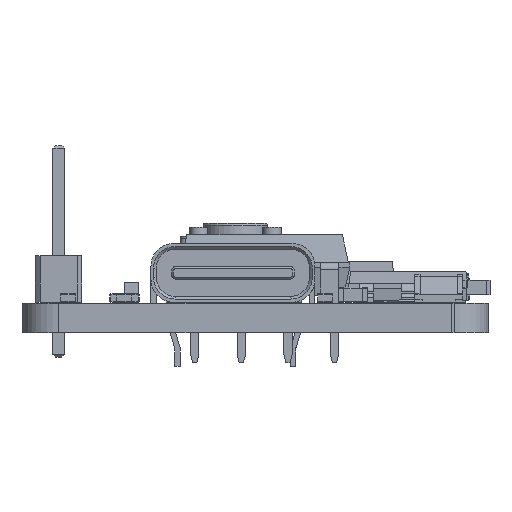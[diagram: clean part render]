
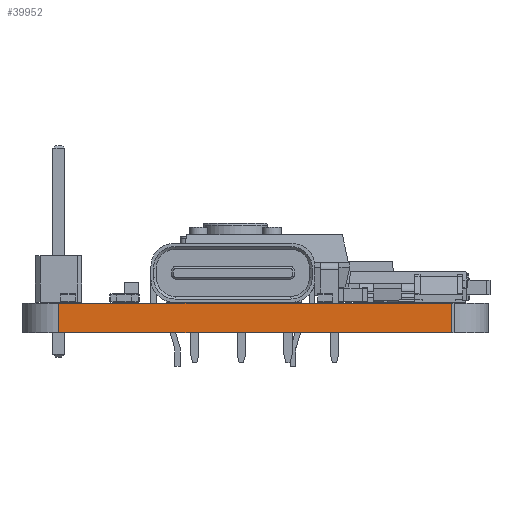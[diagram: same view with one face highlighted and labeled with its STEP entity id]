
A CAD part, left-side view. The second image highlights one B-rep face of the part: STEP entity #39952.
In plain terms, the highlighted planar face has unit normal (-1, 0, 0).
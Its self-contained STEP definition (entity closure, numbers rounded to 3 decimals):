
#38683 = VERTEX_POINT('',#38684);
#38684 = CARTESIAN_POINT('',(84.962,-40.1,0.));
#38691 = EDGE_CURVE('',#38692,#38683,#38694,.T.);
#38692 = VERTEX_POINT('',#38693);
#38693 = CARTESIAN_POINT('',(84.962,-61.5,0.));
#38694 = LINE('',#38695,#38696);
#38695 = CARTESIAN_POINT('',(84.962,-61.5,0.));
#38696 = VECTOR('',#38697,1.);
#38697 = DIRECTION('',(0.,1.,0.));
#39291 = VERTEX_POINT('',#39292);
#39292 = CARTESIAN_POINT('',(84.962,-40.1,1.6));
#39299 = EDGE_CURVE('',#39300,#39291,#39302,.T.);
#39300 = VERTEX_POINT('',#39301);
#39301 = CARTESIAN_POINT('',(84.962,-61.5,1.6));
#39302 = LINE('',#39303,#39304);
#39303 = CARTESIAN_POINT('',(84.962,-61.5,1.6));
#39304 = VECTOR('',#39305,1.);
#39305 = DIRECTION('',(0.,1.,0.));
#39922 = EDGE_CURVE('',#38683,#39291,#39923,.T.);
#39923 = LINE('',#39924,#39925);
#39924 = CARTESIAN_POINT('',(84.962,-40.1,0.));
#39925 = VECTOR('',#39926,1.);
#39926 = DIRECTION('',(0.,0.,1.));
#39952 = ADVANCED_FACE('',(#39953),#39964,.T.);
#39953 = FACE_BOUND('',#39954,.T.);
#39954 = EDGE_LOOP('',(#39955,#39961,#39962,#39963));
#39955 = ORIENTED_EDGE('',*,*,#39956,.T.);
#39956 = EDGE_CURVE('',#38692,#39300,#39957,.T.);
#39957 = LINE('',#39958,#39959);
#39958 = CARTESIAN_POINT('',(84.962,-61.5,0.));
#39959 = VECTOR('',#39960,1.);
#39960 = DIRECTION('',(0.,0.,1.));
#39961 = ORIENTED_EDGE('',*,*,#39299,.T.);
#39962 = ORIENTED_EDGE('',*,*,#39922,.F.);
#39963 = ORIENTED_EDGE('',*,*,#38691,.F.);
#39964 = PLANE('',#39965);
#39965 = AXIS2_PLACEMENT_3D('',#39966,#39967,#39968);
#39966 = CARTESIAN_POINT('',(84.962,-61.5,0.));
#39967 = DIRECTION('',(-1.,0.,0.));
#39968 = DIRECTION('',(0.,1.,0.));
